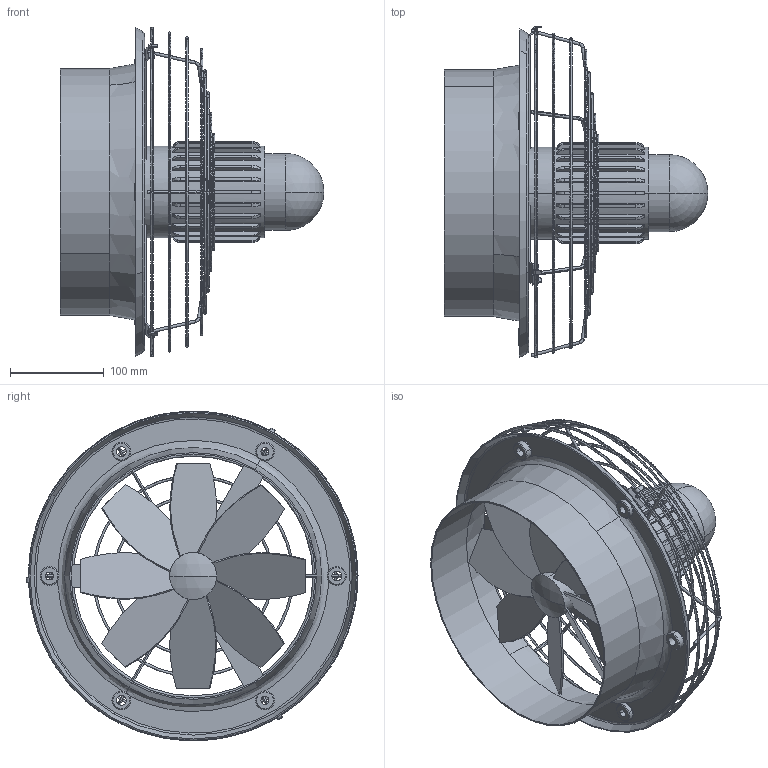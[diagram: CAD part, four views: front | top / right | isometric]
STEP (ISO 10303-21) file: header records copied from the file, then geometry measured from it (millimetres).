
FILE_DESCRIPTION (( 'STEP AP214' ), '1' );
FILE_NAME ('0094.0013.STEP', '2015-02-07T17:40:24', ( '' ), ( '' ), 'SwSTEP 2.0', 'SolidWorks 2013', '' );
FILE_SCHEMA (( 'AUTOMOTIVE_DESIGN' ));
Length unit declared in the file: millimetre
Products named in the file (1): 0094.0013
Bounding box: 281 x 353.67 x 351.2 mm (x, y, z)
Volume: 1641295.5 mm3; surface area: 491555.5 mm2
Topology: 1 solids, 1 shells, 1019 faces, 3002 edges, 1952 vertices
Faces by surface type: bspline 396, plane 388, cylinder 151, torus 48, cone 30, sphere 6
Entity records: 55194 total; most frequent: CARTESIAN_POINT 19226, ORIENTED_EDGE 5996, DIRECTION 4073, EDGE_CURVE 2998, VERTEX_POINT 1952, AXIS2_PLACEMENT_3D 1503, EDGE_LOOP 1098, LINE 1067
